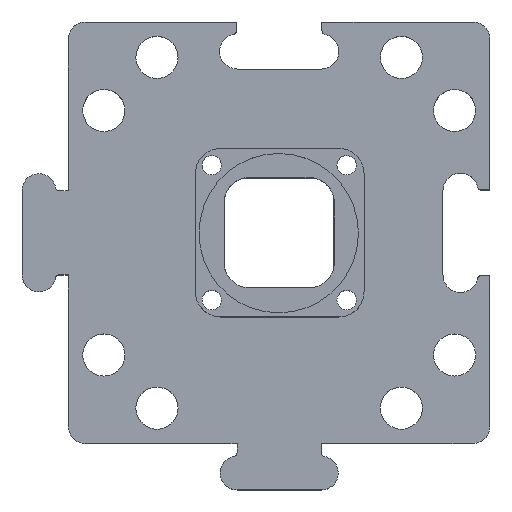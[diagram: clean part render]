
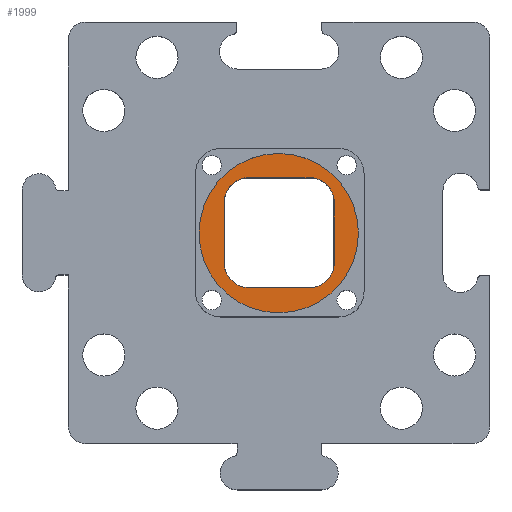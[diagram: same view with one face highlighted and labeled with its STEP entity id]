
A CAD part, top view. The second image highlights one B-rep face of the part: STEP entity #1999.
In plain terms, the highlighted planar face has unit normal (0, 0, 1).
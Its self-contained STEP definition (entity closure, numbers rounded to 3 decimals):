
#167=FACE_BOUND('',#515,.T.);
#248=CIRCLE('',#2119,3.);
#251=CIRCLE('',#2123,3.);
#293=CIRCLE('',#2174,9.45);
#294=CIRCLE('',#2176,3.);
#295=CIRCLE('',#2177,3.);
#408=FACE_OUTER_BOUND('',#514,.T.);
#514=EDGE_LOOP('',(#1562));
#515=EDGE_LOOP('',(#1563,#1564,#1565,#1566,#1567,#1568,#1569,#1570));
#676=LINE('',#3256,#841);
#677=LINE('',#3258,#842);
#678=LINE('',#3262,#843);
#679=LINE('',#3265,#844);
#841=VECTOR('',#2577,10.);
#842=VECTOR('',#2578,10.);
#843=VECTOR('',#2581,10.);
#844=VECTOR('',#2584,10.);
#978=VERTEX_POINT('',#3109);
#979=VERTEX_POINT('',#3111);
#982=VERTEX_POINT('',#3119);
#983=VERTEX_POINT('',#3121);
#1038=VERTEX_POINT('',#3252);
#1039=VERTEX_POINT('',#3257);
#1040=VERTEX_POINT('',#3259);
#1041=VERTEX_POINT('',#3261);
#1042=VERTEX_POINT('',#3263);
#1169=EDGE_CURVE('',#978,#979,#248,.T.);
#1174=EDGE_CURVE('',#982,#983,#251,.T.);
#1242=EDGE_CURVE('',#1038,#1038,#293,.T.);
#1243=EDGE_CURVE('',#983,#978,#676,.T.);
#1244=EDGE_CURVE('',#1039,#982,#677,.T.);
#1245=EDGE_CURVE('',#1040,#1039,#294,.T.);
#1246=EDGE_CURVE('',#1041,#1040,#678,.T.);
#1247=EDGE_CURVE('',#1042,#1041,#295,.T.);
#1248=EDGE_CURVE('',#979,#1042,#679,.T.);
#1562=ORIENTED_EDGE('',*,*,#1242,.F.);
#1563=ORIENTED_EDGE('',*,*,#1169,.F.);
#1564=ORIENTED_EDGE('',*,*,#1243,.F.);
#1565=ORIENTED_EDGE('',*,*,#1174,.F.);
#1566=ORIENTED_EDGE('',*,*,#1244,.F.);
#1567=ORIENTED_EDGE('',*,*,#1245,.F.);
#1568=ORIENTED_EDGE('',*,*,#1246,.F.);
#1569=ORIENTED_EDGE('',*,*,#1247,.F.);
#1570=ORIENTED_EDGE('',*,*,#1248,.F.);
#1941=PLANE('',#2175);
#1999=ADVANCED_FACE('',(#408,#167),#1941,.T.);
#2119=AXIS2_PLACEMENT_3D('',#3112,#2435,#2436);
#2123=AXIS2_PLACEMENT_3D('',#3122,#2445,#2446);
#2174=AXIS2_PLACEMENT_3D('',#3254,#2573,#2574);
#2175=AXIS2_PLACEMENT_3D('',#3255,#2575,#2576);
#2176=AXIS2_PLACEMENT_3D('',#3260,#2579,#2580);
#2177=AXIS2_PLACEMENT_3D('',#3264,#2582,#2583);
#2435=DIRECTION('center_axis',(0.,0.,1.));
#2436=DIRECTION('ref_axis',(0.707,-0.707,0.));
#2445=DIRECTION('center_axis',(0.,0.,1.));
#2446=DIRECTION('ref_axis',(-0.707,-0.707,0.));
#2573=DIRECTION('center_axis',(0.,0.,-1.));
#2574=DIRECTION('ref_axis',(1.,0.,0.));
#2575=DIRECTION('center_axis',(0.,0.,1.));
#2576=DIRECTION('ref_axis',(1.,0.,0.));
#2577=DIRECTION('',(1.,0.,0.));
#2578=DIRECTION('',(0.,-1.,0.));
#2579=DIRECTION('center_axis',(0.,0.,1.));
#2580=DIRECTION('ref_axis',(-0.707,0.707,0.));
#2581=DIRECTION('',(-1.,0.,0.));
#2582=DIRECTION('center_axis',(0.,0.,1.));
#2583=DIRECTION('ref_axis',(0.707,0.707,0.));
#2584=DIRECTION('',(0.,1.,0.));
#3109=CARTESIAN_POINT('',(3.541,-6.541,11.));
#3111=CARTESIAN_POINT('',(6.541,-3.541,11.));
#3112=CARTESIAN_POINT('Origin',(3.541,-3.541,11.));
#3119=CARTESIAN_POINT('',(-6.541,-3.541,11.));
#3121=CARTESIAN_POINT('',(-3.541,-6.541,11.));
#3122=CARTESIAN_POINT('Origin',(-3.541,-3.541,11.));
#3252=CARTESIAN_POINT('',(-9.505,-0.056,11.));
#3254=CARTESIAN_POINT('Origin',(-0.055,-0.056,
11.));
#3255=CARTESIAN_POINT('Origin',(-0.055,-0.056,
11.));
#3256=CARTESIAN_POINT('',(3.243,-6.541,11.));
#3257=CARTESIAN_POINT('',(-6.541,3.541,11.));
#3258=CARTESIAN_POINT('',(-6.541,-3.298,11.));
#3259=CARTESIAN_POINT('',(-3.541,6.541,11.));
#3260=CARTESIAN_POINT('Origin',(-3.541,3.541,11.));
#3261=CARTESIAN_POINT('',(3.541,6.541,11.));
#3262=CARTESIAN_POINT('',(-3.298,6.541,11.));
#3263=CARTESIAN_POINT('',(6.541,3.541,11.));
#3264=CARTESIAN_POINT('Origin',(3.541,3.541,11.));
#3265=CARTESIAN_POINT('',(6.541,3.243,11.));
